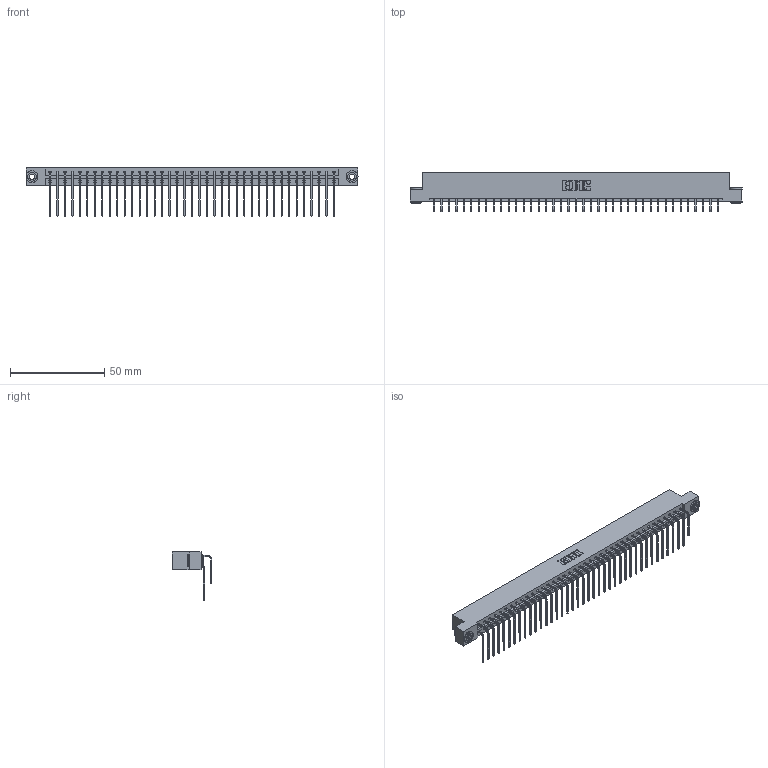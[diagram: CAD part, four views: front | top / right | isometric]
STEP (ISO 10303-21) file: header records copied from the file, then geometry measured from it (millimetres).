
FILE_DESCRIPTION (( 'STEP AP203' ), '1' );
FILE_NAME ('833-078-559-203.STEP', '2020-06-05T20:50:51', ( '' ), ( '' ), 'SwSTEP 2.0', 'SolidWorks 2020', '' );
FILE_SCHEMA (( 'CONFIG_CONTROL_DESIGN' ));
Length unit declared in the file: inch
Products named in the file (5): 345-250-002_345-250-002-102; 833-078-559-203; 833 Part_Flush - .156 Dia - TH; 345-292-001_558 559 Tail - 1; 345-292-001_559 Tail - 2
Assembly tree (81 placements, depth 2):
  833-078-559-203
    833 Part_Flush - .156 Dia - TH
    345-292-001_558 559 Tail - 1  x39
    345-292-001_559 Tail - 2  x39
    345-250-002_345-250-002-102  x2
Bounding box: 176.07 x 20.9 x 25.53 mm (x, y, z)
Volume: 18417.3 mm3; surface area: 24203.8 mm2
Topology: 81 solids, 81 shells, 4364 faces, 12945 edges, 8522 vertices
Faces by surface type: plane 3044, cylinder 1312, cone 8
Entity records: 27912 total; most frequent: CARTESIAN_POINT 4656, ORIENTED_EDGE 4534, DIRECTION 3997, EDGE_CURVE 2267, LINE 2075, VECTOR 2075, VERTEX_POINT 1506, AXIS2_PLACEMENT_3D 961
